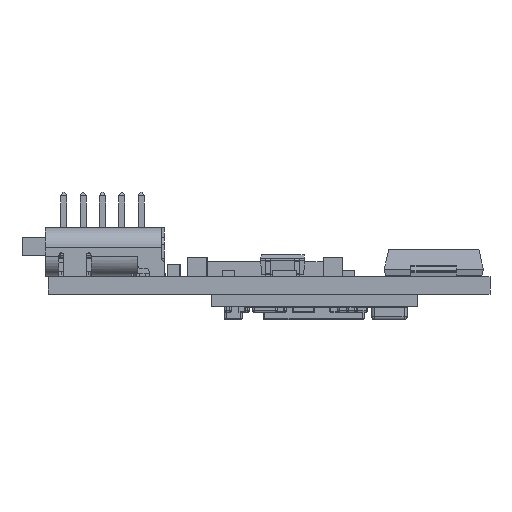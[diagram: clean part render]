
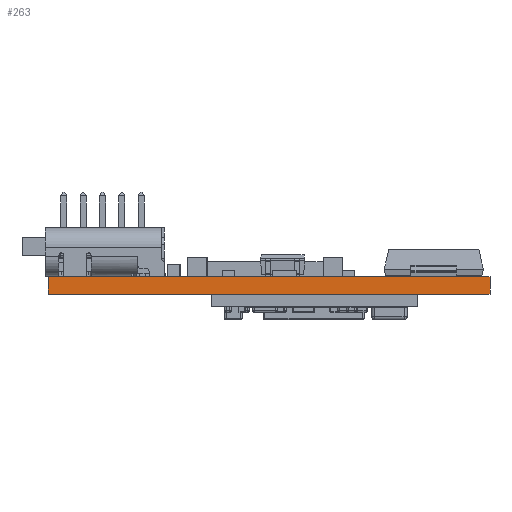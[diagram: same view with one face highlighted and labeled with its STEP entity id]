
A CAD part, front view. The second image highlights one B-rep face of the part: STEP entity #263.
In plain terms, the highlighted planar face has unit normal (0, -1, 0).
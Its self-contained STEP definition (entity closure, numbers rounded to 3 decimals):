
#165 = EDGE_CURVE('',#166,#168,#170,.T.);
#166 = VERTEX_POINT('',#167);
#167 = CARTESIAN_POINT('',(0.,0.,0.));
#168 = VERTEX_POINT('',#169);
#169 = CARTESIAN_POINT('',(0.,0.,1.124));
#170 = LINE('',#171,#172);
#171 = CARTESIAN_POINT('',(0.,0.,0.));
#172 = VECTOR('',#173,1.);
#173 = DIRECTION('',(0.,0.,1.));
#238 = VERTEX_POINT('',#239);
#239 = CARTESIAN_POINT('',(28.956,0.,1.124));
#245 = EDGE_CURVE('',#246,#238,#248,.T.);
#246 = VERTEX_POINT('',#247);
#247 = CARTESIAN_POINT('',(28.956,0.,0.));
#248 = LINE('',#249,#250);
#249 = CARTESIAN_POINT('',(28.956,0.,0.));
#250 = VECTOR('',#251,1.);
#251 = DIRECTION('',(0.,0.,1.));
#263 = ADVANCED_FACE('',(#264),#280,.T.);
#264 = FACE_BOUND('',#265,.T.);
#265 = EDGE_LOOP('',(#266,#267,#273,#274));
#266 = ORIENTED_EDGE('',*,*,#245,.T.);
#267 = ORIENTED_EDGE('',*,*,#268,.T.);
#268 = EDGE_CURVE('',#238,#168,#269,.T.);
#269 = LINE('',#270,#271);
#270 = CARTESIAN_POINT('',(28.956,0.,1.124));
#271 = VECTOR('',#272,1.);
#272 = DIRECTION('',(-1.,0.,0.));
#273 = ORIENTED_EDGE('',*,*,#165,.F.);
#274 = ORIENTED_EDGE('',*,*,#275,.F.);
#275 = EDGE_CURVE('',#246,#166,#276,.T.);
#276 = LINE('',#277,#278);
#277 = CARTESIAN_POINT('',(28.956,0.,0.));
#278 = VECTOR('',#279,1.);
#279 = DIRECTION('',(-1.,0.,0.));
#280 = PLANE('',#281);
#281 = AXIS2_PLACEMENT_3D('',#282,#283,#284);
#282 = CARTESIAN_POINT('',(28.956,0.,0.));
#283 = DIRECTION('',(0.,-1.,0.));
#284 = DIRECTION('',(-1.,0.,0.));
